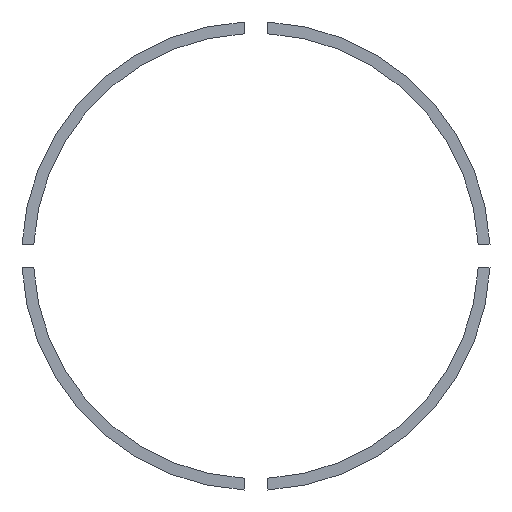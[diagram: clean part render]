
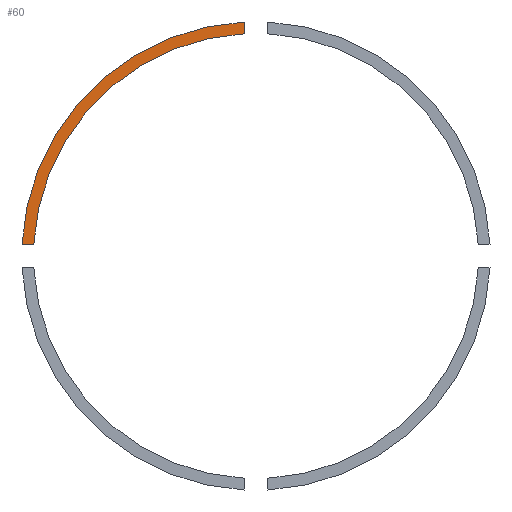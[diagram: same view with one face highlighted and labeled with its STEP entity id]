
A CAD part, front view. The second image highlights one B-rep face of the part: STEP entity #60.
In plain terms, the highlighted planar face has unit normal (0, -1, 0).
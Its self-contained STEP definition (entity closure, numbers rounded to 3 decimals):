
#14 = EDGE_LOOP ( 'NONE', ( #172, #168, #64, #87 ) ) ;
#34 = CARTESIAN_POINT ( 'NONE',  ( 0., -1.5, 0. ) ) ;
#46 = CARTESIAN_POINT ( 'NONE',  ( -189.737, -1.5, 10. ) ) ;
#49 = EDGE_CURVE ( 'NONE', #668, #193, #151, .T. ) ;
#60 = ADVANCED_FACE ( 'NONE', ( #366 ), #152, .F. ) ;
#64 = ORIENTED_EDGE ( 'NONE', *, *, #180, .T. ) ;
#87 = ORIENTED_EDGE ( 'NONE', *, *, #540, .F. ) ;
#116 = EDGE_CURVE ( 'NONE', #668, #345, #329, .T. ) ;
#124 = CARTESIAN_POINT ( 'NONE',  ( -10., -1.5, 199.75 ) ) ;
#151 = CIRCLE ( 'NONE', #445, 190. ) ;
#152 = PLANE ( 'NONE',  #175 ) ;
#161 = VERTEX_POINT ( 'NONE', #124 ) ;
#168 = ORIENTED_EDGE ( 'NONE', *, *, #49, .T. ) ;
#172 = ORIENTED_EDGE ( 'NONE', *, *, #116, .F. ) ;
#175 = AXIS2_PLACEMENT_3D ( 'NONE', #271, #479, #646 ) ;
#180 = EDGE_CURVE ( 'NONE', #193, #161, #497, .T. ) ;
#187 = CIRCLE ( 'NONE', #300, 200. ) ;
#193 = VERTEX_POINT ( 'NONE', #335 ) ;
#269 = VECTOR ( 'NONE', #391, 1000. ) ;
#271 = CARTESIAN_POINT ( 'NONE',  ( 0., -1.5, 0. ) ) ;
#277 = CARTESIAN_POINT ( 'NONE',  ( 200., -1.5, 10. ) ) ;
#300 = AXIS2_PLACEMENT_3D ( 'NONE', #34, #404, #511 ) ;
#326 = CARTESIAN_POINT ( 'NONE',  ( -10., -1.5, -200. ) ) ;
#329 = LINE ( 'NONE', #277, #363 ) ;
#335 = CARTESIAN_POINT ( 'NONE',  ( -10., -1.5, 189.737 ) ) ;
#345 = VERTEX_POINT ( 'NONE', #627 ) ;
#363 = VECTOR ( 'NONE', #440, 1000. ) ;
#366 = FACE_OUTER_BOUND ( 'NONE', #14, .T. ) ;
#391 = DIRECTION ( 'NONE',  ( 0., 0., 1. ) ) ;
#404 = DIRECTION ( 'NONE',  ( 0., 1., 0. ) ) ;
#419 = DIRECTION ( 'NONE',  ( 0., 1., 0. ) ) ;
#440 = DIRECTION ( 'NONE',  ( -1., 0., 0. ) ) ;
#445 = AXIS2_PLACEMENT_3D ( 'NONE', #526, #419, #641 ) ;
#479 = DIRECTION ( 'NONE',  ( 0., 1., 0. ) ) ;
#497 = LINE ( 'NONE', #326, #269 ) ;
#511 = DIRECTION ( 'NONE',  ( 0., 0., 1. ) ) ;
#526 = CARTESIAN_POINT ( 'NONE',  ( 0., -1.5, 0. ) ) ;
#540 = EDGE_CURVE ( 'NONE', #345, #161, #187, .T. ) ;
#627 = CARTESIAN_POINT ( 'NONE',  ( -199.75, -1.5, 10. ) ) ;
#641 = DIRECTION ( 'NONE',  ( 0., 0., 1. ) ) ;
#646 = DIRECTION ( 'NONE',  ( 0., 0., 1. ) ) ;
#668 = VERTEX_POINT ( 'NONE', #46 ) ;
